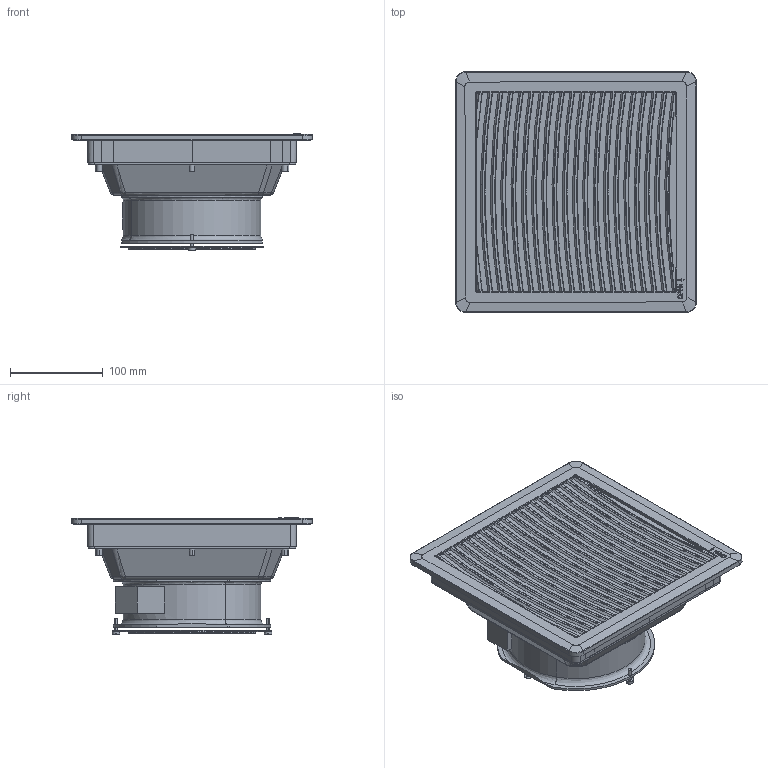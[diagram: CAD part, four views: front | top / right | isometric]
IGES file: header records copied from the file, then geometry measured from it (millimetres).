
Global section: file name: FTEC26 FAN FILTER; native system: AutoCAD 2018 - English; preprocessor: Autodesk Translation Framework DWG producer (atf_dwg_producer); organization: unknown; date: 20191112.094039; units: inch
Bounding box: 260 x 260 x 125.65 mm (x, y, z)
Volume: 3760689.4 mm3; surface area: 272123.7 mm2
Topology: 1 solids, 9 shells, 2136 faces, 5603 edges, 3495 vertices
Faces by surface type: bspline 2136
